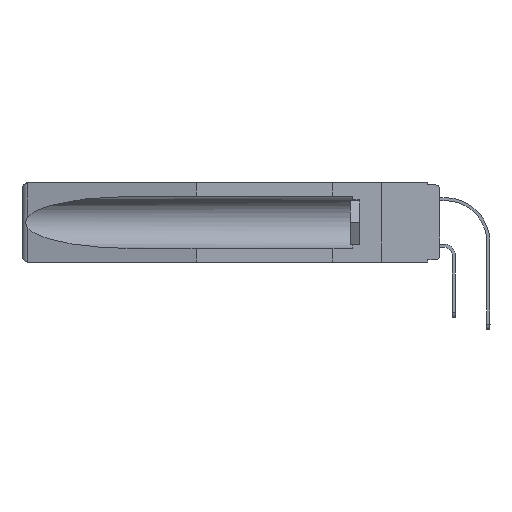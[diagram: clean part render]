
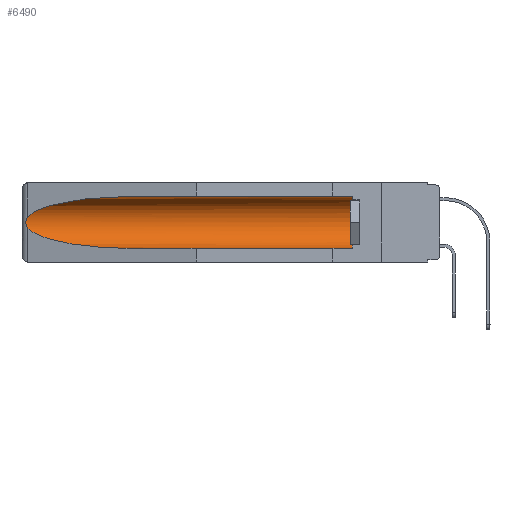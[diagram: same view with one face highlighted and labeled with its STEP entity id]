
A CAD part, left-side view. The second image highlights one B-rep face of the part: STEP entity #6490.
In plain terms, the highlighted cylindrical face has radius 2.857 mm (diameter 5.715 mm), a partial arc.
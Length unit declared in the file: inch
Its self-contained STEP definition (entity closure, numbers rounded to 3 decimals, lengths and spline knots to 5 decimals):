
#389 = EDGE_CURVE ( 'NONE', #8301, #12137, #25410, .T. ) ;
#411 = VERTEX_POINT ( 'NONE', #16203 ) ;
#462 = VECTOR ( 'NONE', #7189, 39.37008 ) ;
#840 = CARTESIAN_POINT ( 'NONE',  ( 0.26537, 1.52718, -0.14972 ) ) ;
#1478 = CARTESIAN_POINT ( 'NONE',  ( 0.155, 1.07973, -0.284 ) ) ;
#1556 = CARTESIAN_POINT ( 'NONE',  ( 0.155, 1.07973, -0.284 ) ) ;
#1703 = CARTESIAN_POINT ( 'NONE',  ( 0.21114, 1.30732, -0.284 ) ) ;
#2389 = DIRECTION ( 'NONE',  ( 0., 1., 0. ) ) ;
#2481 = CARTESIAN_POINT ( 'NONE',  ( 0.21114, 1.30732, -0.059 ) ) ;
#3559 = CARTESIAN_POINT ( 'NONE',  ( 0.26655, 1.53094, -0.18657 ) ) ;
#4291 = EDGE_CURVE ( 'NONE', #6823, #411, #11779, .T. ) ;
#4365 = CARTESIAN_POINT ( 'NONE',  ( 0.26537, 1.52718, -0.14972 ) ) ;
#4930 = CARTESIAN_POINT ( 'NONE',  ( 0.25451, 1.48313, -0.09465 ) ) ;
#5554 = ORIENTED_EDGE ( 'NONE', *, *, #15720, .T. ) ;
#5567 = CARTESIAN_POINT ( 'NONE',  ( 0.26597, 1.52961, -0.15275 ) ) ;
#5954 = ORIENTED_EDGE ( 'NONE', *, *, #389, .T. ) ;
#6490 = ADVANCED_FACE ( 'NONE', ( #15458 ), #15322, .F. ) ;
#6823 = VERTEX_POINT ( 'NONE', #27818 ) ;
#7189 = DIRECTION ( 'NONE',  ( 0., 1., 0. ) ) ;
#7734 = CARTESIAN_POINT ( 'NONE',  ( 0.2673, 1.53269, -0.17917 ) ) ;
#8301 = VERTEX_POINT ( 'NONE', #18143 ) ;
#8935 = DIRECTION ( 'NONE',  ( 0., 0., 1. ) ) ;
#9198 = CARTESIAN_POINT ( 'NONE',  ( 0.155, -0.30754, -0.059 ) ) ;
#9341 = LINE ( 'NONE', #13644, #20600 ) ;
#9567 = DIRECTION ( 'NONE',  ( 0., 0., 1. ) ) ;
#11779 = LINE ( 'NONE', #9198, #462 ) ;
#12137 = VERTEX_POINT ( 'NONE', #26519 ) ;
#12192 = ORIENTED_EDGE ( 'NONE', *, *, #28103, .T. ) ;
#12625 = EDGE_CURVE ( 'NONE', #22358, #21949, #9341, .T. ) ;
#13510 = DIRECTION ( 'NONE',  ( 0., -1., 0. ) ) ;
#13644 = CARTESIAN_POINT ( 'NONE',  ( 0.155, -0.30754, -0.284 ) ) ;
#14078 = DIRECTION ( 'NONE',  ( 0., 1., 0. ) ) ;
#14338 = CARTESIAN_POINT ( 'NONE',  ( 0.26537, 1.52718, -0.19328 ) ) ;
#14979 = ORIENTED_EDGE ( 'NONE', *, *, #4291, .T. ) ;
#15322 = CYLINDRICAL_SURFACE ( 'NONE', #22031, 0.1125 ) ;
#15458 = FACE_OUTER_BOUND ( 'NONE', #22223, .T. ) ;
#15720 = EDGE_CURVE ( 'NONE', #22358, #6823, #16640, .T. ) ;
#16203 = CARTESIAN_POINT ( 'NONE',  ( 0.155, 1.07973, -0.059 ) ) ;
#16640 = CIRCLE ( 'NONE', #22990, 0.1125 ) ;
#18143 = CARTESIAN_POINT ( 'NONE',  ( 0.26537, 1.52718, -0.14972 ) ) ;
#18321 = CARTESIAN_POINT ( 'NONE',  ( 0.2675, 1.53308, -0.16763 ) ) ;
#18597 = CARTESIAN_POINT ( 'NONE',  ( 0.26654, 1.53092, -0.15636 ) ) ;
#19205 = CARTESIAN_POINT ( 'NONE',  ( 0.155, 0.126, -0.284 ) ) ;
#19956 = CARTESIAN_POINT ( 'NONE',  ( 0.155, 1.07973, -0.059 ) ) ;
#20499 = CARTESIAN_POINT ( 'NONE',  ( 0.155, 0.126, -0.1715 ) ) ;
#20597 = CARTESIAN_POINT ( 'NONE',  ( 0.26597, 1.5296, -0.19026 ) ) ;
#20600 = VECTOR ( 'NONE', #14078, 39.37008 ) ;
#21006 = CARTESIAN_POINT ( 'NONE',  ( 0.2673, 1.5327, -0.16383 ) ) ;
#21454 = CARTESIAN_POINT ( 'NONE',  ( 0.25451, 1.48313, -0.24835 ) ) ;
#21620 = ORIENTED_EDGE ( 'NONE', *, *, #24353, .T. ) ;
#21949 = VERTEX_POINT ( 'NONE', #1478 ) ;
#22031 = AXIS2_PLACEMENT_3D ( 'NONE', #23990, #2389, #9567 ) ;
#22223 = EDGE_LOOP ( 'NONE', ( #12192, #5954, #21620, #25499, #5554, #14979 ) ) ;
#22358 = VERTEX_POINT ( 'NONE', #19205 ) ;
#22990 = AXIS2_PLACEMENT_3D ( 'NONE', #20499, #13510, #8935 ) ;
#23009 = CARTESIAN_POINT ( 'NONE',  ( 0.2675, 1.53308, -0.17534 ) ) ;
#23879 =( BOUNDED_CURVE ( )  B_SPLINE_CURVE ( 3, ( #19956, #2481, #4930, #4365 ),
 .UNSPECIFIED., .F., .T. ) 
 B_SPLINE_CURVE_WITH_KNOTS ( ( 4, 4 ),
 ( 4.71239, 6.08839 ),
 .UNSPECIFIED. ) 
 CURVE ( )  GEOMETRIC_REPRESENTATION_ITEM ( )  RATIONAL_B_SPLINE_CURVE ( ( 1., 0.848, 0.848, 1. ) ) 
 REPRESENTATION_ITEM ( '' )  );
#23990 = CARTESIAN_POINT ( 'NONE',  ( 0.155, -0.30754, -0.1715 ) ) ;
#24353 = EDGE_CURVE ( 'NONE', #12137, #21949, #25323, .T. ) ;
#25280 = CARTESIAN_POINT ( 'NONE',  ( 0.26537, 1.52718, -0.19328 ) ) ;
#25323 =( BOUNDED_CURVE ( )  B_SPLINE_CURVE ( 3, ( #14338, #21454, #1703, #1556 ),
 .UNSPECIFIED., .F., .F. ) 
 B_SPLINE_CURVE_WITH_KNOTS ( ( 4, 4 ),
 ( 0.1948, 1.5708 ),
 .UNSPECIFIED. ) 
 CURVE ( )  GEOMETRIC_REPRESENTATION_ITEM ( )  RATIONAL_B_SPLINE_CURVE ( ( 1., 0.848, 0.848, 1. ) ) 
 REPRESENTATION_ITEM ( '' )  );
#25410 = B_SPLINE_CURVE_WITH_KNOTS ( 'NONE', 3,
 ( #840, #5567, #18597, #21006, #18321, #23009, #7734, #3559, #20597, #25280 ),
 .UNSPECIFIED., .F., .F.,
 ( 4, 2, 2, 2, 4 ),
 ( 0., 0.00029, 0.00058, 0.00087, 0.00117 ),
 .UNSPECIFIED. ) ;
#25499 = ORIENTED_EDGE ( 'NONE', *, *, #12625, .F. ) ;
#26519 = CARTESIAN_POINT ( 'NONE',  ( 0.26537, 1.52718, -0.19328 ) ) ;
#27818 = CARTESIAN_POINT ( 'NONE',  ( 0.155, 0.126, -0.059 ) ) ;
#28103 = EDGE_CURVE ( 'NONE', #411, #8301, #23879, .T. ) ;
